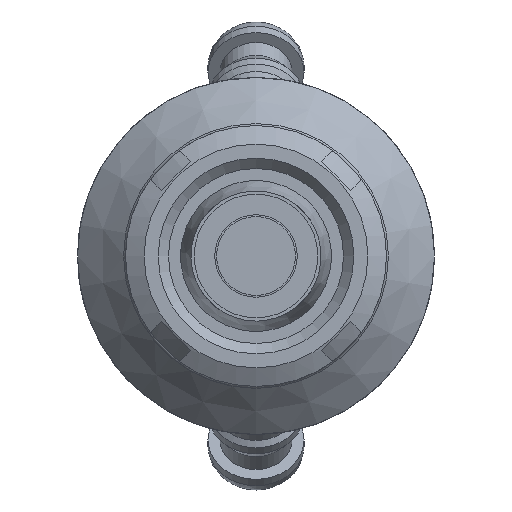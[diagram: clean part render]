
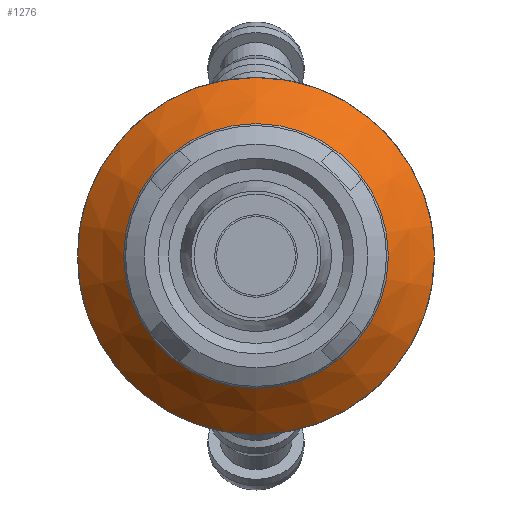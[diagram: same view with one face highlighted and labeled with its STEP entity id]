
A CAD part, front view. The second image highlights one B-rep face of the part: STEP entity #1276.
In plain terms, the highlighted conical face has half-angle 45 degrees and reference radius 22.5 mm.
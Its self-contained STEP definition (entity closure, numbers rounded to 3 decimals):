
#107=CONICAL_SURFACE('',#1409,22.5,0.785);
#129=CIRCLE('',#1405,19.293);
#132=CIRCLE('',#1410,26.);
#133=CIRCLE('',#1411,26.);
#214=FACE_OUTER_BOUND('',#302,.T.);
#302=EDGE_LOOP('',(#879,#880,#881,#882,#883));
#406=LINE('',#2058,#480);
#480=VECTOR('',#1626,22.5);
#557=VERTEX_POINT('',#2046);
#559=VERTEX_POINT('',#2054);
#560=VERTEX_POINT('',#2055);
#678=EDGE_CURVE('',#557,#557,#129,.T.);
#682=EDGE_CURVE('',#559,#560,#132,.T.);
#683=EDGE_CURVE('',#560,#559,#133,.T.);
#684=EDGE_CURVE('',#560,#557,#406,.T.);
#879=ORIENTED_EDGE('',*,*,#682,.F.);
#880=ORIENTED_EDGE('',*,*,#683,.F.);
#881=ORIENTED_EDGE('',*,*,#684,.T.);
#882=ORIENTED_EDGE('',*,*,#678,.F.);
#883=ORIENTED_EDGE('',*,*,#684,.F.);
#1276=ADVANCED_FACE('',(#214),#107,.T.);
#1405=AXIS2_PLACEMENT_3D('',#2047,#1611,#1612);
#1409=AXIS2_PLACEMENT_3D('',#2053,#1620,#1621);
#1410=AXIS2_PLACEMENT_3D('',#2056,#1622,#1623);
#1411=AXIS2_PLACEMENT_3D('',#2057,#1624,#1625);
#1611=DIRECTION('center_axis',(0.,-1.,0.));
#1612=DIRECTION('ref_axis',(0.,0.,
-1.));
#1620=DIRECTION('center_axis',(0.,1.,0.));
#1621=DIRECTION('ref_axis',(0.,0.,1.));
#1622=DIRECTION('center_axis',(0.,1.,0.));
#1623=DIRECTION('ref_axis',(1.,0.,0.));
#1624=DIRECTION('center_axis',(0.,1.,0.));
#1625=DIRECTION('ref_axis',(1.,0.,0.));
#1626=DIRECTION('',(0.,-0.707,0.707));
#2046=CARTESIAN_POINT('',(0.,25.293,-19.293));
#2047=CARTESIAN_POINT('Origin',(0.,25.293,0.));
#2053=CARTESIAN_POINT('Origin',(0.,28.5,0.));
#2054=CARTESIAN_POINT('',(-26.,32.,0.));
#2055=CARTESIAN_POINT('',(0.,32.,-26.));
#2056=CARTESIAN_POINT('Origin',(0.,32.,0.));
#2057=CARTESIAN_POINT('Origin',(0.,32.,0.));
#2058=CARTESIAN_POINT('',(0.,28.5,-22.5));
